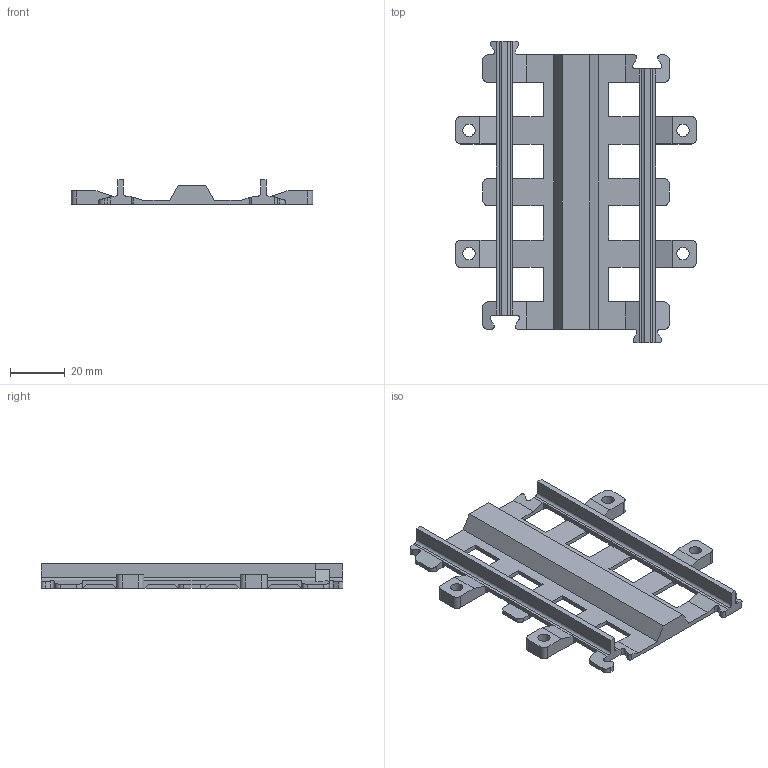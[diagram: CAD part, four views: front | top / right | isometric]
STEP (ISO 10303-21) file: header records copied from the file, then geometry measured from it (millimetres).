
FILE_DESCRIPTION(/* description */ ('STEP AP242','CAx-IF Rec.Pracs.---Representation and Presentation of Product Manufacturing Information (PMI)---4.0---2014-10-13','CAx-IF Rec.Pracs.---3D Tessellated Geometry---0.4---2014-09-14','2;1'),/* implementation_level */ '2;1');
FILE_NAME(/* name */ '68357d5eb0d4232e8b1c22c2',/* time_stamp */ '2025-05-27T08:52:47Z',/* author */ (''),/* organization */ (''),/* preprocessor_version */ 'ST-DEVELOPER v20',/* originating_system */ 'ONSHAPE BY PTC INC, 1.198',/* authorisation */ ' ');
FILE_SCHEMA (('AP242_MANAGED_MODEL_BASED_3D_ENGINEERING_MIM_LF { 1 0 10303 442 1 1 4 }'));
Length unit declared in the file: metre
Products named in the file (1): 100straight_color_code
Bounding box: 88 x 110 x 9 mm (x, y, z)
Volume: 20916.4 mm3; surface area: 16602.5 mm2
Topology: 1 solids, 1 shells, 178 faces, 528 edges, 336 vertices
Faces by surface type: plane 134, cylinder 44
Full cylindrical faces by diameter (mm): 4.5 x4
Entity records: 5906 total; most frequent: ORIENTED_EDGE 1048, CARTESIAN_POINT 1039, DIRECTION 970, EDGE_CURVE 524, LINE 436, VECTOR 436, VERTEX_POINT 336, AXIS2_PLACEMENT_3D 267
